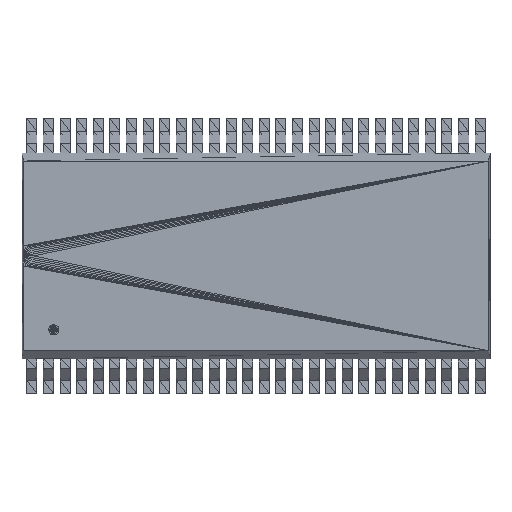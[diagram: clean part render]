
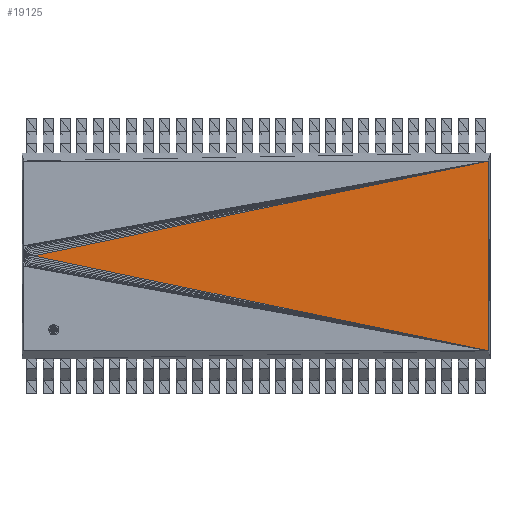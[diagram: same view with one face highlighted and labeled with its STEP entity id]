
A CAD part, top view. The second image highlights one B-rep face of the part: STEP entity #19125.
In plain terms, the highlighted planar face has unit normal (0, 0, 1).
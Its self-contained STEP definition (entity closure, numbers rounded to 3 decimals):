
#19125 = ADVANCED_FACE('',(#19126),#19152,.F.);
#19126 = FACE_BOUND('',#19127,.F.);
#19127 = EDGE_LOOP('',(#19128,#19138,#19146));
#19128 = ORIENTED_EDGE('',*,*,#19129,.T.);
#19129 = EDGE_CURVE('',#19130,#19132,#19134,.T.);
#19130 = VERTEX_POINT('',#19131);
#19131 = CARTESIAN_POINT('',(-6.644,0.,1.702));
#19132 = VERTEX_POINT('',#19133);
#19133 = CARTESIAN_POINT('',(7.048,2.857,1.702));
#19134 = LINE('',#19135,#19136);
#19135 = CARTESIAN_POINT('',(-6.644,0.,1.702));
#19136 = VECTOR('',#19137,1.);
#19137 = DIRECTION('',(0.979,0.204,0.));
#19138 = ORIENTED_EDGE('',*,*,#19139,.T.);
#19139 = EDGE_CURVE('',#19132,#19140,#19142,.T.);
#19140 = VERTEX_POINT('',#19141);
#19141 = CARTESIAN_POINT('',(7.048,-2.857,1.702));
#19142 = LINE('',#19143,#19144);
#19143 = CARTESIAN_POINT('',(7.048,2.857,1.702));
#19144 = VECTOR('',#19145,1.);
#19145 = DIRECTION('',(0.,-1.,-0.));
#19146 = ORIENTED_EDGE('',*,*,#19147,.T.);
#19147 = EDGE_CURVE('',#19140,#19130,#19148,.T.);
#19148 = LINE('',#19149,#19150);
#19149 = CARTESIAN_POINT('',(7.048,-2.857,1.702));
#19150 = VECTOR('',#19151,1.);
#19151 = DIRECTION('',(-0.979,0.204,0.));
#19152 = PLANE('',#19153);
#19153 = AXIS2_PLACEMENT_3D('',#19154,#19155,#19156);
#19154 = CARTESIAN_POINT('',(7.048,2.857,1.702));
#19155 = DIRECTION('',(0.,0.,-1.));
#19156 = DIRECTION('',(-0.979,0.204,0.));
